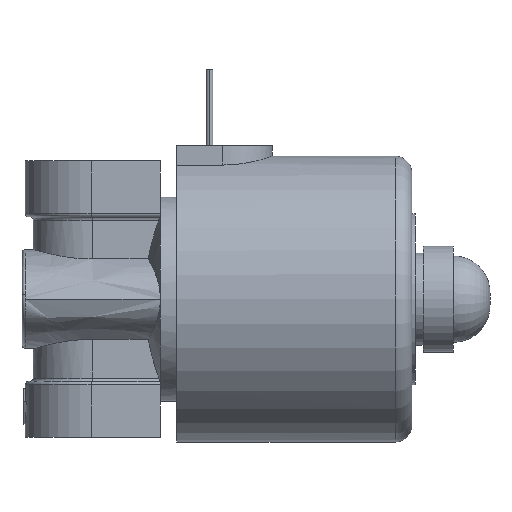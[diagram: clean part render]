
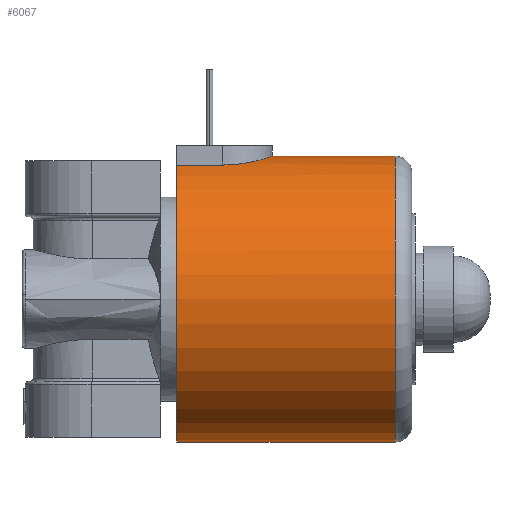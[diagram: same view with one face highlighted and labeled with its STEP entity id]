
A CAD part, left-side view. The second image highlights one B-rep face of the part: STEP entity #6067.
In plain terms, the highlighted cylindrical face has radius 21.7 mm (diameter 43.4 mm), a partial arc.
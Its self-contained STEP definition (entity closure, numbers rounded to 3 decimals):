
#82 = DIRECTION ( 'NONE',  ( 0., 1., 0. ) ) ;
#111 = CARTESIAN_POINT ( 'NONE',  ( 0., -32.2, 0. ) ) ;
#220 = CARTESIAN_POINT ( 'NONE',  ( -6.094, -10.378, 20.827 ) ) ;
#243 = CARTESIAN_POINT ( 'NONE',  ( -2.426, -13.101, 21.565 ) ) ;
#303 = CARTESIAN_POINT ( 'NONE',  ( 0., -34.7, 21.7 ) ) ;
#346 = EDGE_CURVE ( 'NONE', #1670, #1057, #4054, .T. ) ;
#447 = ORIENTED_EDGE ( 'NONE', *, *, #3997, .F. ) ;
#520 = ORIENTED_EDGE ( 'NONE', *, *, #6662, .F. ) ;
#552 = B_SPLINE_CURVE_WITH_KNOTS ( 'NONE', 3,
 ( #3248, #1687, #5533, #6068, #6090, #3883, #1824, #757, #3347, #220, #4458, #1882, #1859, #2311, #3901, #6561, #2860, #3018, #243, #843, #4970, #4992, #2900, #5013 ),
 .UNSPECIFIED., .F., .F.,
 ( 4, 2, 2, 2, 2, 2, 2, 2, 2, 2, 2, 4 ),
 ( 0., 0.001, 0.002, 0.003, 0.004, 0.005, 0.006, 0.007, 0.009, 0.01, 0.01, 0.012 ),
 .UNSPECIFIED. ) ;
#676 = CARTESIAN_POINT ( 'NONE',  ( 0., 1., -21.7 ) ) ;
#711 = VECTOR ( 'NONE', #5249, 1000. ) ;
#757 = CARTESIAN_POINT ( 'NONE',  ( -6.733, -9.339, 20.63 ) ) ;
#843 = CARTESIAN_POINT ( 'NONE',  ( -1.954, -13.245, 21.613 ) ) ;
#917 = VECTOR ( 'NONE', #6572, 1000. ) ;
#1057 = VERTEX_POINT ( 'NONE', #676 ) ;
#1107 = DIRECTION ( 'NONE',  ( 0., 1., 0. ) ) ;
#1409 = DIRECTION ( 'NONE',  ( 0., 1., 0. ) ) ;
#1482 = VERTEX_POINT ( 'NONE', #4928 ) ;
#1670 = VERTEX_POINT ( 'NONE', #3080 ) ;
#1687 = CARTESIAN_POINT ( 'NONE',  ( -7.5, -6.5, 20.363 ) ) ;
#1765 = CARTESIAN_POINT ( 'NONE',  ( 0., -34.7, 0. ) ) ;
#1824 = CARTESIAN_POINT ( 'NONE',  ( -7.017, -8.66, 20.534 ) ) ;
#1859 = CARTESIAN_POINT ( 'NONE',  ( -5.473, -11.134, 20.999 ) ) ;
#1882 = CARTESIAN_POINT ( 'NONE',  ( -5.636, -10.954, 20.956 ) ) ;
#1884 = CARTESIAN_POINT ( 'NONE',  ( -7.5, -6., 20.363 ) ) ;
#2069 = LINE ( 'NONE', #5726, #711 ) ;
#2152 = FACE_OUTER_BOUND ( 'NONE', #2573, .T. ) ;
#2311 = CARTESIAN_POINT ( 'NONE',  ( -4.958, -11.648, 21.129 ) ) ;
#2573 = EDGE_LOOP ( 'NONE', ( #6677, #2615, #5420, #447, #520, #3603 ) ) ;
#2615 = ORIENTED_EDGE ( 'NONE', *, *, #3027, .T. ) ;
#2680 = LINE ( 'NONE', #303, #917 ) ;
#2860 = CARTESIAN_POINT ( 'NONE',  ( -3.333, -12.737, 21.447 ) ) ;
#2900 = CARTESIAN_POINT ( 'NONE',  ( -0.494, -13.5, 21.7 ) ) ;
#3018 = CARTESIAN_POINT ( 'NONE',  ( -2.657, -13.018, 21.538 ) ) ;
#3027 = EDGE_CURVE ( 'NONE', #1670, #4746, #5568, .T. ) ;
#3060 = CYLINDRICAL_SURFACE ( 'NONE', #4146, 21.7 ) ;
#3080 = CARTESIAN_POINT ( 'NONE',  ( 0., -32.2, -21.7 ) ) ;
#3098 = DIRECTION ( 'NONE',  ( 0., 0., 1. ) ) ;
#3236 = CARTESIAN_POINT ( 'NONE',  ( 0., -32.2, 21.7 ) ) ;
#3248 = CARTESIAN_POINT ( 'NONE',  ( -7.5, -6., 20.363 ) ) ;
#3282 = VERTEX_POINT ( 'NONE', #1884 ) ;
#3347 = CARTESIAN_POINT ( 'NONE',  ( -6.503, -9.769, 20.705 ) ) ;
#3482 = VERTEX_POINT ( 'NONE', #5327 ) ;
#3603 = ORIENTED_EDGE ( 'NONE', *, *, #5670, .F. ) ;
#3690 = EDGE_CURVE ( 'NONE', #4746, #3482, #2680, .T. ) ;
#3883 = CARTESIAN_POINT ( 'NONE',  ( -7.101, -8.426, 20.505 ) ) ;
#3901 = CARTESIAN_POINT ( 'NONE',  ( -4.582, -11.958, 21.215 ) ) ;
#3997 = EDGE_CURVE ( 'NONE', #3282, #3482, #552, .T. ) ;
#4054 = LINE ( 'NONE', #6657, #6793 ) ;
#4146 = AXIS2_PLACEMENT_3D ( 'NONE', #1765, #82, #4327 ) ;
#4327 = DIRECTION ( 'NONE',  ( 0., 0., 1. ) ) ;
#4379 = CIRCLE ( 'NONE', #4623, 21.7 ) ;
#4458 = CARTESIAN_POINT ( 'NONE',  ( -5.947, -10.576, 20.87 ) ) ;
#4623 = AXIS2_PLACEMENT_3D ( 'NONE', #5814, #1107, #3098 ) ;
#4746 = VERTEX_POINT ( 'NONE', #3236 ) ;
#4765 = AXIS2_PLACEMENT_3D ( 'NONE', #111, #5387, #5932 ) ;
#4928 = CARTESIAN_POINT ( 'NONE',  ( -7.5, 1., 20.363 ) ) ;
#4970 = CARTESIAN_POINT ( 'NONE',  ( -1.711, -13.306, 21.634 ) ) ;
#4992 = CARTESIAN_POINT ( 'NONE',  ( -0.983, -13.452, 21.683 ) ) ;
#5013 = CARTESIAN_POINT ( 'NONE',  ( 0., -13.5, 21.7 ) ) ;
#5249 = DIRECTION ( 'NONE',  ( 0., -1., 0. ) ) ;
#5327 = CARTESIAN_POINT ( 'NONE',  ( 0., -13.5, 21.7 ) ) ;
#5387 = DIRECTION ( 'NONE',  ( 0., 1., 0. ) ) ;
#5420 = ORIENTED_EDGE ( 'NONE', *, *, #3690, .T. ) ;
#5533 = CARTESIAN_POINT ( 'NONE',  ( -7.451, -6.991, 20.381 ) ) ;
#5568 = CIRCLE ( 'NONE', #4765, 21.7 ) ;
#5670 = EDGE_CURVE ( 'NONE', #1057, #1482, #4379, .T. ) ;
#5726 = CARTESIAN_POINT ( 'NONE',  ( -7.5, -34.7, 20.363 ) ) ;
#5814 = CARTESIAN_POINT ( 'NONE',  ( 0., 1., 0. ) ) ;
#5932 = DIRECTION ( 'NONE',  ( 0., 0., -1. ) ) ;
#6067 = ADVANCED_FACE ( 'NONE', ( #2152 ), #3060, .T. ) ;
#6068 = CARTESIAN_POINT ( 'NONE',  ( -7.306, -7.714, 20.433 ) ) ;
#6090 = CARTESIAN_POINT ( 'NONE',  ( -7.246, -7.952, 20.455 ) ) ;
#6561 = CARTESIAN_POINT ( 'NONE',  ( -3.763, -12.506, 21.375 ) ) ;
#6572 = DIRECTION ( 'NONE',  ( 0., 1., 0. ) ) ;
#6657 = CARTESIAN_POINT ( 'NONE',  ( 0., -34.7, -21.7 ) ) ;
#6662 = EDGE_CURVE ( 'NONE', #1482, #3282, #2069, .T. ) ;
#6677 = ORIENTED_EDGE ( 'NONE', *, *, #346, .F. ) ;
#6793 = VECTOR ( 'NONE', #1409, 1000. ) ;
